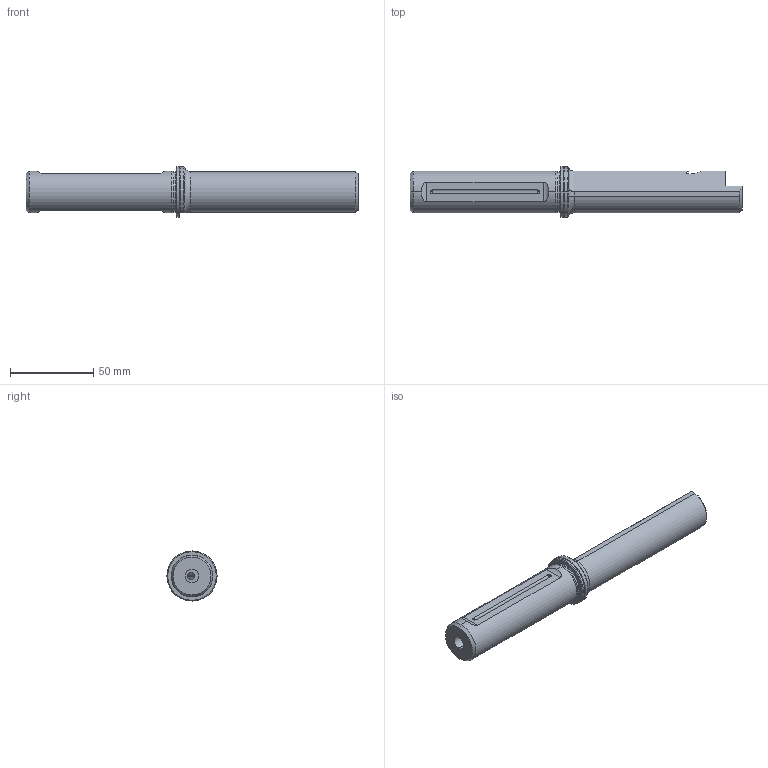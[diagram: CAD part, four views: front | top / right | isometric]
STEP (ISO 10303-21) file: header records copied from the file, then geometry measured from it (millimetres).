
FILE_DESCRIPTION (( 'STEP AP203' ), '1' );
FILE_NAME ('UT-SQ-27_37-25.STEP', '2023-07-17T08:39:18', ( 'TECNICO' ), ( '' ), 'SwSTEP 2.0', 'SolidWorks 2020', '' );
FILE_SCHEMA (( 'CONFIG_CONTROL_DESIGN' ));
Length unit declared in the file: millimetre
Products named in the file (1): UT-SQ-27_37-25
Bounding box: 199 x 30 x 30 mm (x, y, z)
Volume: 77128.3 mm3; surface area: 20834.5 mm2
Topology: 1 solids, 1 shells, 103 faces, 266 edges, 163 vertices
Faces by surface type: cylinder 33, cone 25, plane 25, torus 10, sphere 8, bspline 2
Entity records: 3462 total; most frequent: CARTESIAN_POINT 928, ORIENTED_EDGE 520, DIRECTION 520, EDGE_CURVE 260, AXIS2_PLACEMENT_3D 207, VERTEX_POINT 163, EDGE_LOOP 109, LINE 106
